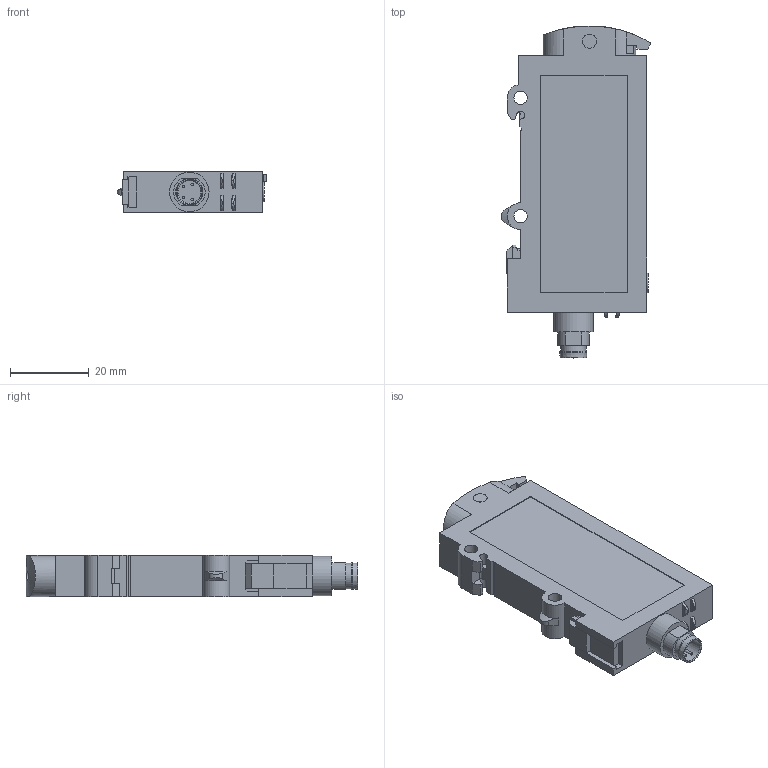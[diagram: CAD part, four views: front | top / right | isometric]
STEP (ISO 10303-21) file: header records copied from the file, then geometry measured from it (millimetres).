
FILE_DESCRIPTION(/* description */ ('STEP AP214'),/* implementation_level */ '2;1');
FILE_NAME(/* name */ '552798_SOE4-FO-L-HF2-1N-M8',/* time_stamp */ '2024-09-15T09:31:48+02:00',/* author */ ('License CC BY-ND 4.0'),/* organization */ ('CADENAS'),/* preprocessor_version */ 'ST-DEVELOPER v19.3',/* originating_system */ 'PARTsolutions',/* authorisation */ ' ');
FILE_SCHEMA (('AUTOMOTIVE_DESIGN {1 0 10303 214 3 1 1}'));
Length unit declared in the file: millimetre
Products named in the file (1): 552798 SOE4-FO-L-HF2-1N-M8
Bounding box: 37.85 x 84.07 x 10.42 mm (x, y, z)
Volume: 23782.6 mm3; surface area: 8175.1 mm2
Topology: 1 solids, 1 shells, 182 faces, 476 edges, 319 vertices
Faces by surface type: plane 120, cylinder 57, cone 5
Full cylindrical faces by diameter (mm): 0.6 x4, 2.4 x2, 3.4 x2, 3.6 x3, 4 x2, 5 x1, 5.77 x1, 6.5 x1, 6.9 x1, 10 x1
Entity records: 6816 total; most frequent: CARTESIAN_POINT 1110, ORIENTED_EDGE 898, DIRECTION 877, EDGE_CURVE 449, VERTEX_POINT 313, LINE 301, VECTOR 301, AXIS2_PLACEMENT_3D 288
